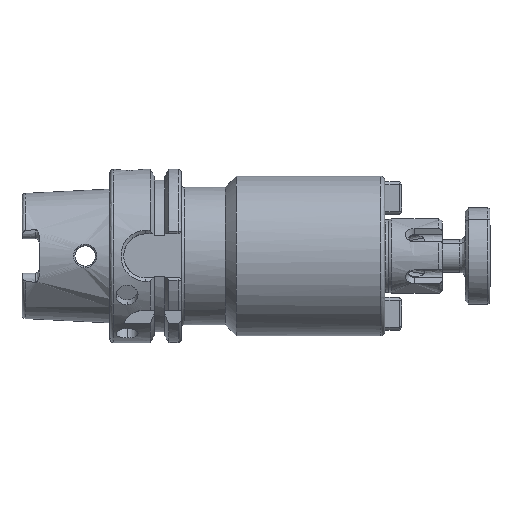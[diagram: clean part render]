
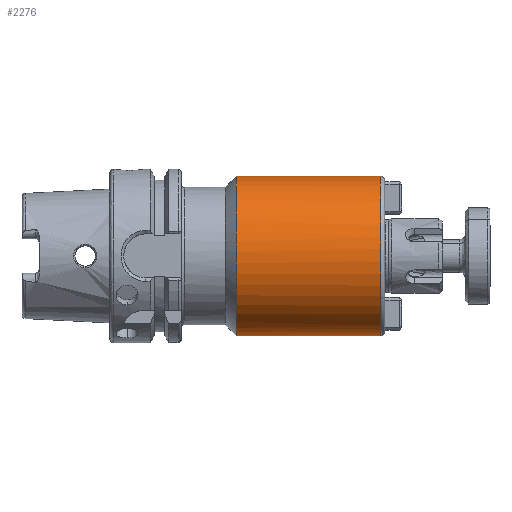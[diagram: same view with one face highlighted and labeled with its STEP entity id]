
A CAD part, top view. The second image highlights one B-rep face of the part: STEP entity #2276.
In plain terms, the highlighted free-form (B-spline) face has degree [1, 3] with [2, 7] control points.
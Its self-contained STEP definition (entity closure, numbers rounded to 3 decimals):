
#177 = CARTESIAN_POINT ( 'NONE',  ( 98.5, -29., 16.988 ) ) ;
#1455 = CARTESIAN_POINT ( 'NONE',  ( 98.5, 29., 0. ) ) ;
#1586 = CARTESIAN_POINT ( 'NONE',  ( 98.5, 0., 29. ) ) ;
#2121 = CARTESIAN_POINT ( 'NONE',  ( 46.05, -29., 0. ) ) ;
#2233 = CARTESIAN_POINT ( 'NONE',  ( 98.5, -29., 0. ) ) ;
#2276 = ADVANCED_FACE ( 'NONE', ( #16674 ), #17696, .F. ) ;
#2741 = CARTESIAN_POINT ( 'NONE',  ( 98.5, 29., 0. ) ) ;
#2777 = VERTEX_POINT ( 'NONE', #17947 ) ;
#2997 = CARTESIAN_POINT ( 'NONE',  ( 98.5, 29., 16.988 ) ) ;
#3193 =( BOUNDED_CURVE ( )  B_SPLINE_CURVE ( 3, ( #12804, #4353, #14213, #5829, #15586, #7249, #16991 ),
 .UNSPECIFIED., .F., .F. ) 
 B_SPLINE_CURVE_WITH_KNOTS ( ( 4, 3, 4 ),
 ( -3.142, -1.571, 0. ),
 .UNSPECIFIED. ) 
 CURVE ( )  GEOMETRIC_REPRESENTATION_ITEM ( )  RATIONAL_B_SPLINE_CURVE ( ( 1., 0.805, 0.805, 1., 0.805, 0.805, 1. ) ) 
 REPRESENTATION_ITEM ( '' )  );
#3877 = ORIENTED_EDGE ( 'NONE', *, *, #4691, .T. ) ;
#4353 = CARTESIAN_POINT ( 'NONE',  ( 46.05, 29., 16.988 ) ) ;
#4404 = CARTESIAN_POINT ( 'NONE',  ( 46.05, -29., 0. ) ) ;
#4691 = EDGE_CURVE ( 'NONE', #2777, #16352, #3193, .T. ) ;
#5558 = CARTESIAN_POINT ( 'NONE',  ( 98.5, -29., 0. ) ) ;
#5814 = CARTESIAN_POINT ( 'NONE',  ( 46.05, -16.988, 29. ) ) ;
#5829 = CARTESIAN_POINT ( 'NONE',  ( 46.05, 0., 29. ) ) ;
#5842 = ORIENTED_EDGE ( 'NONE', *, *, #11285, .F. ) ;
#6356 = CARTESIAN_POINT ( 'NONE',  ( 98.5, -29., 0. ) ) ;
#6926 = CARTESIAN_POINT ( 'NONE',  ( 98.5, 29., 58. ) ) ;
#7235 = CARTESIAN_POINT ( 'NONE',  ( 46.05, 16.988, 29. ) ) ;
#7249 = CARTESIAN_POINT ( 'NONE',  ( 46.05, -29., 16.988 ) ) ;
#7319 = EDGE_LOOP ( 'NONE', ( #13396, #3877, #10473, #5842 ) ) ;
#8654 = CARTESIAN_POINT ( 'NONE',  ( 46.05, 29., 0. ) ) ;
#8713 = EDGE_CURVE ( 'NONE', #16352, #13487, #11287, .T. ) ;
#9570 = CARTESIAN_POINT ( 'NONE',  ( 46.05, -29., 0. ) ) ;
#9978 = CARTESIAN_POINT ( 'NONE',  ( 98.5, -16.988, 29. ) ) ;
#10211 = EDGE_CURVE ( 'NONE', #16179, #2777, #10401, .T. ) ;
#10401 = B_SPLINE_CURVE_WITH_KNOTS ( 'NONE', 1,
 ( #1455, #15385 ),
 .UNSPECIFIED., .F., .F.,
 ( 2, 2 ),
 ( -1., 0. ),
 .UNSPECIFIED. ) ;
#10473 = ORIENTED_EDGE ( 'NONE', *, *, #8713, .T. ) ;
#11285 = EDGE_CURVE ( 'NONE', #16179, #13487, #12491, .T. ) ;
#11287 = B_SPLINE_CURVE_WITH_KNOTS ( 'NONE', 1,
 ( #2121, #6356 ),
 .UNSPECIFIED., .F., .F.,
 ( 2, 2 ),
 ( -1., 0. ),
 .UNSPECIFIED. ) ;
#11378 = CARTESIAN_POINT ( 'NONE',  ( 98.5, 16.988, 29. ) ) ;
#12491 =( BOUNDED_CURVE ( )  B_SPLINE_CURVE ( 3, ( #2741, #6926, #13951, #5558 ),
 .UNSPECIFIED., .F., .F. ) 
 B_SPLINE_CURVE_WITH_KNOTS ( ( 4, 4 ),
 ( 0., 3.142 ),
 .UNSPECIFIED. ) 
 CURVE ( )  GEOMETRIC_REPRESENTATION_ITEM ( )  RATIONAL_B_SPLINE_CURVE ( ( 0.957, 0.319, 0.319, 0.957 ) ) 
 REPRESENTATION_ITEM ( '' )  );
#12669 = CARTESIAN_POINT ( 'NONE',  ( 98.5, -29., 0. ) ) ;
#12790 = CARTESIAN_POINT ( 'NONE',  ( 98.5, 29., 0. ) ) ;
#12804 = CARTESIAN_POINT ( 'NONE',  ( 46.05, 29., 0. ) ) ;
#13396 = ORIENTED_EDGE ( 'NONE', *, *, #10211, .T. ) ;
#13487 = VERTEX_POINT ( 'NONE', #2233 ) ;
#13951 = CARTESIAN_POINT ( 'NONE',  ( 98.5, -29., 58. ) ) ;
#14198 = CARTESIAN_POINT ( 'NONE',  ( 46.05, -29., 16.988 ) ) ;
#14213 = CARTESIAN_POINT ( 'NONE',  ( 46.05, 16.988, 29. ) ) ;
#15385 = CARTESIAN_POINT ( 'NONE',  ( 46.05, 29., 0. ) ) ;
#15570 = CARTESIAN_POINT ( 'NONE',  ( 46.05, 0., 29. ) ) ;
#15586 = CARTESIAN_POINT ( 'NONE',  ( 46.05, -16.988, 29. ) ) ;
#15887 = CARTESIAN_POINT ( 'NONE',  ( 98.5, 29., 0. ) ) ;
#16179 = VERTEX_POINT ( 'NONE', #15887 ) ;
#16352 = VERTEX_POINT ( 'NONE', #9570 ) ;
#16674 = FACE_OUTER_BOUND ( 'NONE', #7319, .T. ) ;
#16977 = CARTESIAN_POINT ( 'NONE',  ( 46.05, 29., 16.988 ) ) ;
#16991 = CARTESIAN_POINT ( 'NONE',  ( 46.05, -29., 0. ) ) ;
#17696 =( BOUNDED_SURFACE ( )  B_SPLINE_SURFACE ( 1, 3, ( 
 ( #12669, #177, #9978, #1586, #11378, #2997, #12790 ),
 ( #4404, #14198, #5814, #15570, #7235, #16977, #8654 ) ),
 .UNSPECIFIED., .F., .F., .F. ) 
 B_SPLINE_SURFACE_WITH_KNOTS ( ( 2, 2 ),
 ( 4, 3, 4 ),
 ( 0., 1. ),
 ( 0., 0.5, 1. ),
 .UNSPECIFIED. ) 
 GEOMETRIC_REPRESENTATION_ITEM ( )  RATIONAL_B_SPLINE_SURFACE ( (
 ( 1., 0.805, 0.805, 1., 0.805, 0.805, 1.),
 ( 1., 0.805, 0.805, 1., 0.805, 0.805, 1.) ) ) 
 REPRESENTATION_ITEM ( '' )  SURFACE ( )  );
#17947 = CARTESIAN_POINT ( 'NONE',  ( 46.05, 29., 0. ) ) ;
